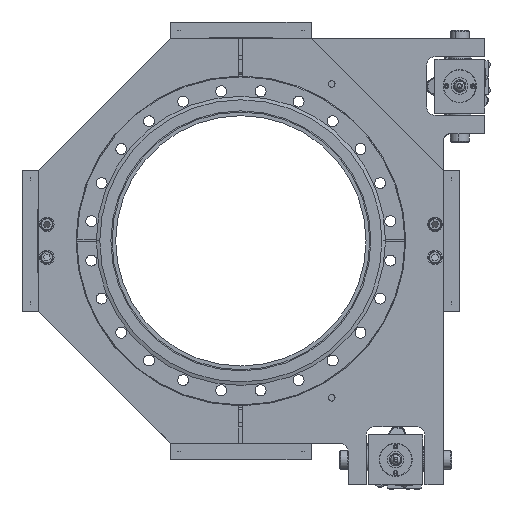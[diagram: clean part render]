
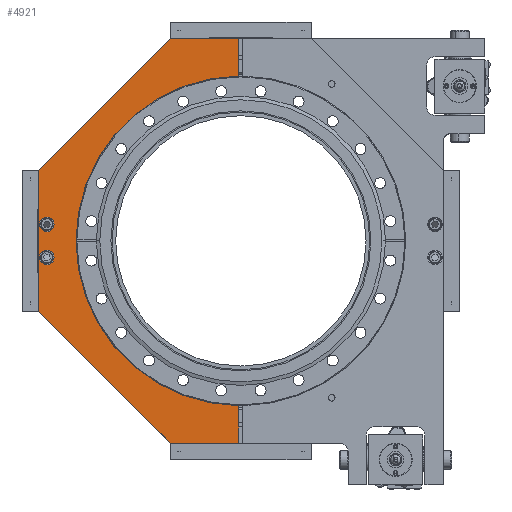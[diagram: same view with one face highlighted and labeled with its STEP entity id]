
A CAD part, front view. The second image highlights one B-rep face of the part: STEP entity #4921.
In plain terms, the highlighted planar face has unit normal (0, -1, 0).
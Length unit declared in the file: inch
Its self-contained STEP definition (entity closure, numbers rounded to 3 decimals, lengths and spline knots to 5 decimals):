
#26 = CARTESIAN_POINT ( 'NONE',  ( -6.125, -2.8125, 6.125 ) ) ;
#187 = AXIS2_PLACEMENT_3D ( 'NONE', #23925, #35101, #42173 ) ;
#325 = CARTESIAN_POINT ( 'NONE',  ( -4.125, -2.8125, 4.125 ) ) ;
#1044 = ORIENTED_EDGE ( 'NONE', *, *, #21114, .F. ) ;
#1187 = ORIENTED_EDGE ( 'NONE', *, *, #21174, .F. ) ;
#1217 = EDGE_CURVE ( 'NONE', #24710, #4822, #12668, .T. ) ;
#1555 = VERTEX_POINT ( 'NONE', #35726 ) ;
#2239 = CARTESIAN_POINT ( 'NONE',  ( -6.125, -2.8125, -6.125 ) ) ;
#2273 = CARTESIAN_POINT ( 'NONE',  ( -0.0625, -2.8125, 6.125 ) ) ;
#2490 = AXIS2_PLACEMENT_3D ( 'NONE', #28122, #42619, #20880 ) ;
#2634 = VECTOR ( 'NONE', #17950, 39.37008 ) ;
#2831 = EDGE_CURVE ( 'NONE', #42479, #35270, #13120, .T. ) ;
#3625 = VECTOR ( 'NONE', #7958, 39.37008 ) ;
#4301 = CIRCLE ( 'NONE', #37075, 0.21875 ) ;
#4367 = DIRECTION ( 'NONE',  ( -0.707, 0., -0.707 ) ) ;
#4822 = VERTEX_POINT ( 'NONE', #33365 ) ;
#4921 = ADVANCED_FACE ( 'NONE', ( #38425, #20977, #39563 ), #5728, .T. ) ;
#5728 = PLANE ( 'NONE',  #24176 ) ;
#6403 = DIRECTION ( 'NONE',  ( 1., 0., 0. ) ) ;
#7073 = ORIENTED_EDGE ( 'NONE', *, *, #40204, .T. ) ;
#7158 = CARTESIAN_POINT ( 'NONE',  ( -5.65625, -2.8125, -0.5 ) ) ;
#7204 = EDGE_CURVE ( 'NONE', #41857, #42479, #11792, .T. ) ;
#7637 = CIRCLE ( 'NONE', #44308, 0.21875 ) ;
#7688 = EDGE_CURVE ( 'NONE', #39760, #1555, #13997, .T. ) ;
#7958 = DIRECTION ( 'NONE',  ( 0., 0., 1. ) ) ;
#8334 = ORIENTED_EDGE ( 'NONE', *, *, #7204, .T. ) ;
#9088 = VECTOR ( 'NONE', #4367, 39.37008 ) ;
#10109 = ORIENTED_EDGE ( 'NONE', *, *, #2831, .T. ) ;
#10294 = CARTESIAN_POINT ( 'NONE',  ( -6.125, -2.8125, -6.125 ) ) ;
#10649 = ORIENTED_EDGE ( 'NONE', *, *, #24129, .T. ) ;
#10664 = DIRECTION ( 'NONE',  ( 1., 0., 0. ) ) ;
#11191 = ORIENTED_EDGE ( 'NONE', *, *, #38176, .F. ) ;
#11730 = ORIENTED_EDGE ( 'NONE', *, *, #38057, .T. ) ;
#11792 = LINE ( 'NONE', #10294, #25297 ) ;
#11947 = VERTEX_POINT ( 'NONE', #35338 ) ;
#12052 = DIRECTION ( 'NONE',  ( 1., 0., 0. ) ) ;
#12668 = LINE ( 'NONE', #26, #2634 ) ;
#12886 = DIRECTION ( 'NONE',  ( 1., 0., 0. ) ) ;
#12930 = CARTESIAN_POINT ( 'NONE',  ( -2.125, -2.8125, -6.125 ) ) ;
#13120 = LINE ( 'NONE', #29323, #3625 ) ;
#13519 = VECTOR ( 'NONE', #33889, 39.37008 ) ;
#13577 = LINE ( 'NONE', #325, #9088 ) ;
#13997 = LINE ( 'NONE', #2239, #21301 ) ;
#14251 = DIRECTION ( 'NONE',  ( 0., -1., 0. ) ) ;
#14866 = CARTESIAN_POINT ( 'NONE',  ( -5.875, -2.8125, -0.5 ) ) ;
#15965 = CARTESIAN_POINT ( 'NONE',  ( -6.09375, -2.8125, -0.5 ) ) ;
#16737 = DIRECTION ( 'NONE',  ( 0., 0., 1. ) ) ;
#16948 = AXIS2_PLACEMENT_3D ( 'NONE', #35211, #14251, #10664 ) ;
#17560 = ORIENTED_EDGE ( 'NONE', *, *, #44230, .F. ) ;
#17868 = DIRECTION ( 'NONE',  ( 0., -1., 0. ) ) ;
#17950 = DIRECTION ( 'NONE',  ( -1., 0., 0. ) ) ;
#20869 = VERTEX_POINT ( 'NONE', #30672 ) ;
#20880 = DIRECTION ( 'NONE',  ( 1., 0., 0. ) ) ;
#20977 = FACE_BOUND ( 'NONE', #29120, .T. ) ;
#21114 = EDGE_CURVE ( 'NONE', #11947, #28480, #25048, .T. ) ;
#21174 = EDGE_CURVE ( 'NONE', #43137, #33537, #7637, .T. ) ;
#21301 = VECTOR ( 'NONE', #31108, 39.37008 ) ;
#21344 = EDGE_CURVE ( 'NONE', #33537, #43137, #4301, .T. ) ;
#21639 = ORIENTED_EDGE ( 'NONE', *, *, #21344, .F. ) ;
#22470 = ORIENTED_EDGE ( 'NONE', *, *, #7688, .T. ) ;
#22735 = CARTESIAN_POINT ( 'NONE',  ( -5.875, -2.8125, -0.5 ) ) ;
#23925 = CARTESIAN_POINT ( 'NONE',  ( -5.875, -2.8125, 0.5 ) ) ;
#24129 = EDGE_CURVE ( 'NONE', #1555, #41857, #42239, .T. ) ;
#24176 = AXIS2_PLACEMENT_3D ( 'NONE', #30985, #34456, #12886 ) ;
#24627 = VECTOR ( 'NONE', #16737, 39.37008 ) ;
#24710 = VERTEX_POINT ( 'NONE', #2273 ) ;
#25048 = CIRCLE ( 'NONE', #2490, 0.21875 ) ;
#25297 = VECTOR ( 'NONE', #6403, 39.37008 ) ;
#26062 = ORIENTED_EDGE ( 'NONE', *, *, #1217, .T. ) ;
#28122 = CARTESIAN_POINT ( 'NONE',  ( -5.875, -2.8125, 0.5 ) ) ;
#28480 = VERTEX_POINT ( 'NONE', #38047 ) ;
#29120 = EDGE_LOOP ( 'NONE', ( #17560, #1044 ) ) ;
#29323 = CARTESIAN_POINT ( 'NONE',  ( -0.0625, -2.8125, -6.125 ) ) ;
#30672 = CARTESIAN_POINT ( 'NONE',  ( -0.0625, -2.8125, 4.98961 ) ) ;
#30985 = CARTESIAN_POINT ( 'NONE',  ( 0., -2.8125, 0. ) ) ;
#31108 = DIRECTION ( 'NONE',  ( 0., 0., -1. ) ) ;
#31746 = CARTESIAN_POINT ( 'NONE',  ( -6.125, -2.8125, 2.125 ) ) ;
#32764 = CARTESIAN_POINT ( 'NONE',  ( -0.0625, -2.8125, -6.125 ) ) ;
#33365 = CARTESIAN_POINT ( 'NONE',  ( -2.125, -2.8125, 6.125 ) ) ;
#33461 = EDGE_LOOP ( 'NONE', ( #11191, #11730, #26062, #7073, #22470, #10649, #8334, #10109 ) ) ;
#33537 = VERTEX_POINT ( 'NONE', #7158 ) ;
#33889 = DIRECTION ( 'NONE',  ( 0.707, 0., -0.707 ) ) ;
#34159 = CIRCLE ( 'NONE', #16948, 4.99 ) ;
#34207 = LINE ( 'NONE', #41654, #24627 ) ;
#34456 = DIRECTION ( 'NONE',  ( 0., -1., 0. ) ) ;
#35101 = DIRECTION ( 'NONE',  ( 0., -1., 0. ) ) ;
#35211 = CARTESIAN_POINT ( 'NONE',  ( 0., -2.8125, 0. ) ) ;
#35270 = VERTEX_POINT ( 'NONE', #38289 ) ;
#35338 = CARTESIAN_POINT ( 'NONE',  ( -6.09375, -2.8125, 0.5 ) ) ;
#35726 = CARTESIAN_POINT ( 'NONE',  ( -6.125, -2.8125, -2.125 ) ) ;
#37064 = DIRECTION ( 'NONE',  ( 0., -1., 0. ) ) ;
#37075 = AXIS2_PLACEMENT_3D ( 'NONE', #22735, #37064, #12052 ) ;
#37185 = CARTESIAN_POINT ( 'NONE',  ( -4.125, -2.8125, -4.125 ) ) ;
#38047 = CARTESIAN_POINT ( 'NONE',  ( -5.65625, -2.8125, 0.5 ) ) ;
#38057 = EDGE_CURVE ( 'NONE', #20869, #24710, #34207, .T. ) ;
#38176 = EDGE_CURVE ( 'NONE', #20869, #35270, #34159, .T. ) ;
#38289 = CARTESIAN_POINT ( 'NONE',  ( -0.0625, -2.8125, -4.98961 ) ) ;
#38425 = FACE_OUTER_BOUND ( 'NONE', #33461, .T. ) ;
#39563 = FACE_BOUND ( 'NONE', #39938, .T. ) ;
#39760 = VERTEX_POINT ( 'NONE', #31746 ) ;
#39938 = EDGE_LOOP ( 'NONE', ( #21639, #1187 ) ) ;
#40075 = DIRECTION ( 'NONE',  ( 1., 0., 0. ) ) ;
#40204 = EDGE_CURVE ( 'NONE', #4822, #39760, #13577, .T. ) ;
#40868 = CIRCLE ( 'NONE', #187, 0.21875 ) ;
#41654 = CARTESIAN_POINT ( 'NONE',  ( -0.0625, -2.8125, 4.8856 ) ) ;
#41857 = VERTEX_POINT ( 'NONE', #12930 ) ;
#42173 = DIRECTION ( 'NONE',  ( 1., 0., 0. ) ) ;
#42239 = LINE ( 'NONE', #37185, #13519 ) ;
#42479 = VERTEX_POINT ( 'NONE', #32764 ) ;
#42619 = DIRECTION ( 'NONE',  ( 0., -1., 0. ) ) ;
#43137 = VERTEX_POINT ( 'NONE', #15965 ) ;
#44230 = EDGE_CURVE ( 'NONE', #28480, #11947, #40868, .T. ) ;
#44308 = AXIS2_PLACEMENT_3D ( 'NONE', #14866, #17868, #40075 ) ;
